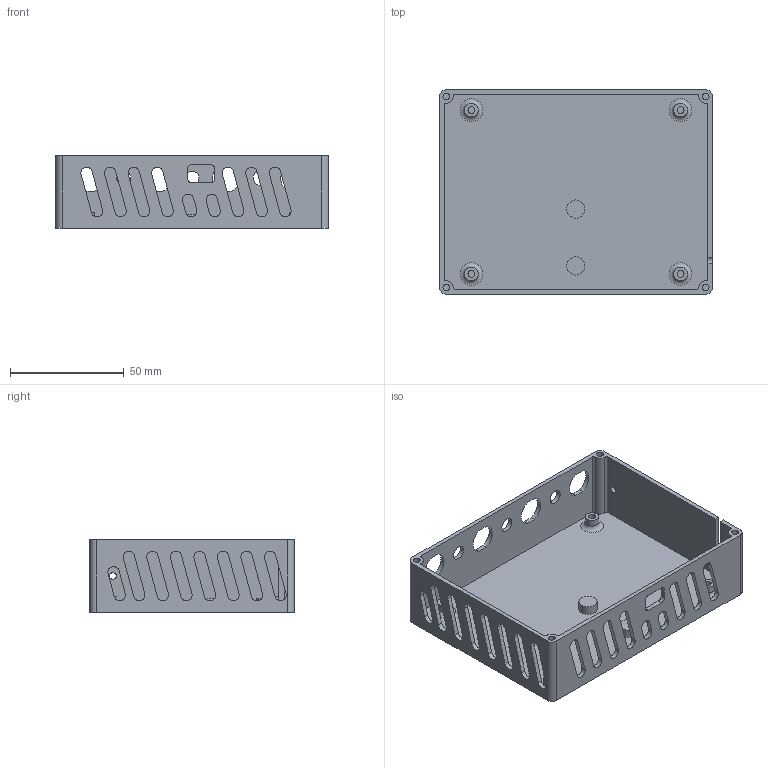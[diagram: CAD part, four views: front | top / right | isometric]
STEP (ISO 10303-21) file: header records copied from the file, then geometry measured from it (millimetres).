
FILE_DESCRIPTION(/* description */ (''),/* implementation_level */ '2;1');
FILE_NAME(/* name */ 'myDewControllerPro Enclosure v2.step',/* time_stamp */ '2022-04-20T14:11:52-04:00',/* author */ (''),/* organization */ (''),/* preprocessor_version */ 'ST-DEVELOPER v18.1',/* originating_system */ 'Autodesk Translation Framework v10.14.0.1471',/* authorisation */ '');
FILE_SCHEMA (('AUTOMOTIVE_DESIGN { 1 0 10303 214 3 1 1 }'));
Length unit declared in the file: millimetre
Products named in the file (1): myDewControllerPro Enclosure
Bounding box: 120 x 90 x 32 mm (x, y, z)
Volume: 42958.7 mm3; surface area: 46245.1 mm2
Topology: 1 solids, 1 shells, 163 faces, 439 edges, 292 vertices
Faces by surface type: cylinder 83, plane 76, torus 4
Full cylindrical faces by diameter (mm): 3 x9, 5 x2, 6 x4, 6.2 x3, 8 x2
Entity records: 5327 total; most frequent: DIRECTION 946, CARTESIAN_POINT 906, ORIENTED_EDGE 878, EDGE_CURVE 439, AXIS2_PLACEMENT_3D 344, VERTEX_POINT 292, LINE 258, VECTOR 258
